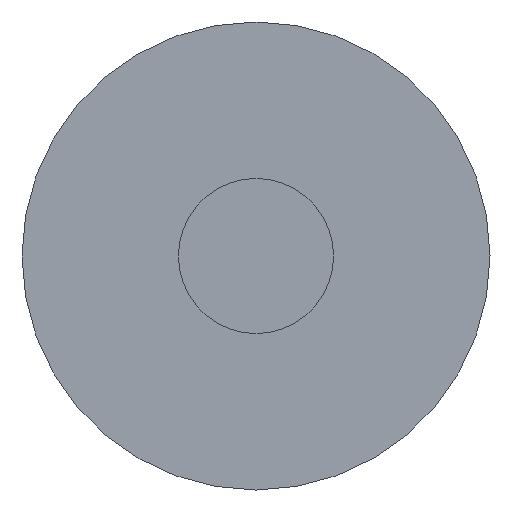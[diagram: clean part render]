
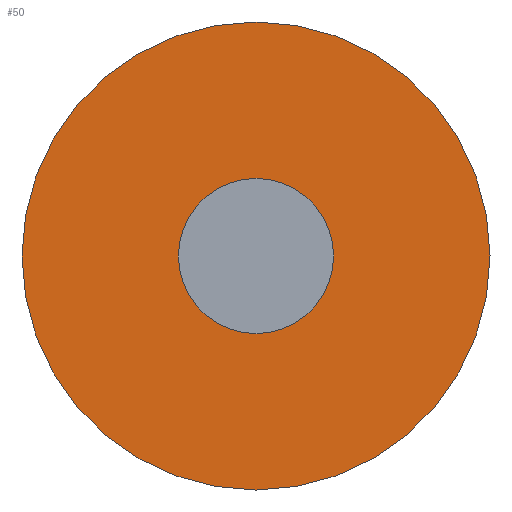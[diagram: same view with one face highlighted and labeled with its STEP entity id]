
A CAD part, left-side view. The second image highlights one B-rep face of the part: STEP entity #50.
In plain terms, the highlighted planar face has unit normal (-1, 0, 0).
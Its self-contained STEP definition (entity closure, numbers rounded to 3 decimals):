
#50=ADVANCED_FACE('',(#95,#96),#97,.T.);
#95=FACE_BOUND('',#134,.T.);
#96=FACE_OUTER_BOUND('',#135,.T.);
#97=PLANE('',#136);
#134=EDGE_LOOP('',(#203,#204));
#135=EDGE_LOOP('',(#205,#206));
#136=AXIS2_PLACEMENT_3D('',#207,#208,#209);
#203=ORIENTED_EDGE('',*,*,#234,.T.);
#204=ORIENTED_EDGE('',*,*,#232,.T.);
#205=ORIENTED_EDGE('',*,*,#243,.T.);
#206=ORIENTED_EDGE('',*,*,#220,.T.);
#207=CARTESIAN_POINT('',(26.67,0.0,0.0));
#208=DIRECTION('',(-1.0,0.0,0.0));
#209=DIRECTION('',(0.0,0.0,1.0));
#220=EDGE_CURVE('',#250,#247,#251,.T.);
#232=EDGE_CURVE('',#266,#270,#272,.T.);
#234=EDGE_CURVE('',#270,#266,#274,.T.);
#243=EDGE_CURVE('',#247,#250,#283,.T.);
#247=VERTEX_POINT('',#287);
#250=VERTEX_POINT('',#291);
#251=CIRCLE('',#292,1.187);
#266=VERTEX_POINT('',#310);
#270=VERTEX_POINT('',#315);
#272=CIRCLE('',#318,0.394);
#274=CIRCLE('',#320,0.394);
#283=CIRCLE('',#329,1.187);
#287=CARTESIAN_POINT('',(26.67,0.0,-1.187));
#291=CARTESIAN_POINT('',(26.67,0.,1.187));
#292=AXIS2_PLACEMENT_3D('',#333,#334,#335);
#310=CARTESIAN_POINT('',(26.67,0.,-0.394));
#315=CARTESIAN_POINT('',(26.67,0.,0.394));
#318=AXIS2_PLACEMENT_3D('',#353,#354,#355);
#320=AXIS2_PLACEMENT_3D('',#356,#357,#358);
#329=AXIS2_PLACEMENT_3D('',#371,#372,#373);
#333=CARTESIAN_POINT('',(26.67,0.0,0.0));
#334=DIRECTION('',(-1.0,0.0,0.0));
#335=DIRECTION('',(0.0,0.0,-1.0));
#353=CARTESIAN_POINT('',(26.67,0.0,0.0));
#354=DIRECTION('',(1.0,0.0,0.0));
#355=DIRECTION('',(0.0,0.0,-1.0));
#356=CARTESIAN_POINT('',(26.67,0.0,0.0));
#357=DIRECTION('',(1.0,0.0,0.0));
#358=DIRECTION('',(0.0,0.0,-1.0));
#371=CARTESIAN_POINT('',(26.67,0.0,0.0));
#372=DIRECTION('',(-1.0,0.0,0.0));
#373=DIRECTION('',(0.0,0.0,-1.0));
